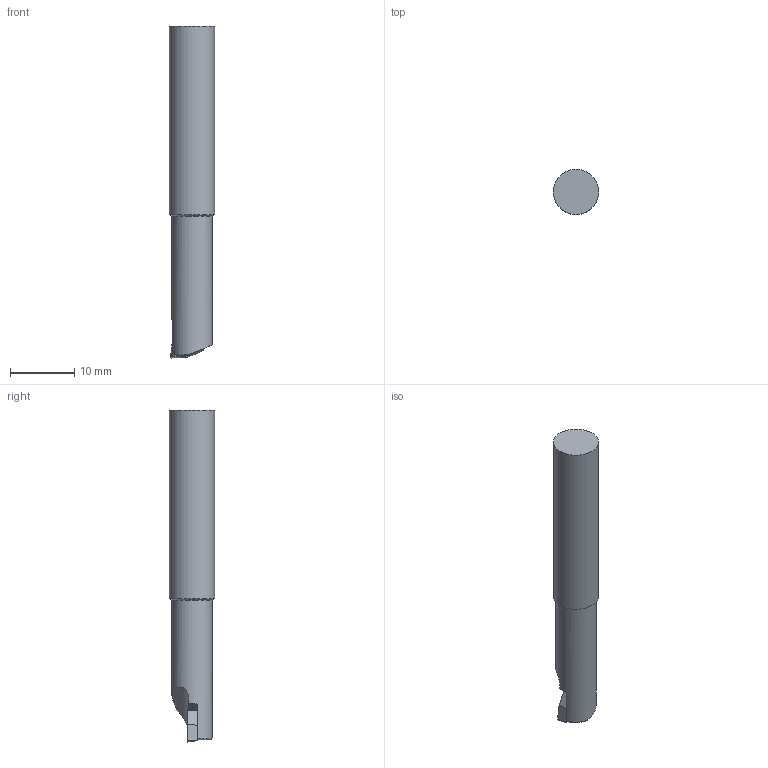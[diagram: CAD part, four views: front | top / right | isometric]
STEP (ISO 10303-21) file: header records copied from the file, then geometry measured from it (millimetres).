
FILE_DESCRIPTION((''),'1');
FILE_NAME('ST7W-EB7-20.stp','2022-09-27T00:27:25',(''),(''),'Spatial Interop R21 SP3','Kubotek KeyCreator 2011 V10.0.2 (22737)',' ');
FILE_SCHEMA(('automotive_design'));
Length unit declared in the file: millimetre
Products named in the file (2): 241[3]; 240[2]
Bounding box: 7 x 7 x 51.5 mm (x, y, z)
Volume: 1712.5 mm3; surface area: 1168.9 mm2
Topology: 2 solids, 2 shells, 29 faces, 77 edges, 52 vertices
Faces by surface type: plane 18, cylinder 5, cone 5, torus 1
Full cylindrical faces by diameter (mm): 2.4 x1, 6.253 x1, 7 x1
Entity records: 1647 total; most frequent: CARTESIAN_POINT 226, ORIENTED_EDGE 140, PRESENTATION_STYLE_ASSIGNMENT 132, COLOUR_RGB 132, DIRECTION 131, STYLED_ITEM 101, CURVE_STYLE 101, DRAUGHTING_PRE_DEFINED_CURVE_FONT 101
